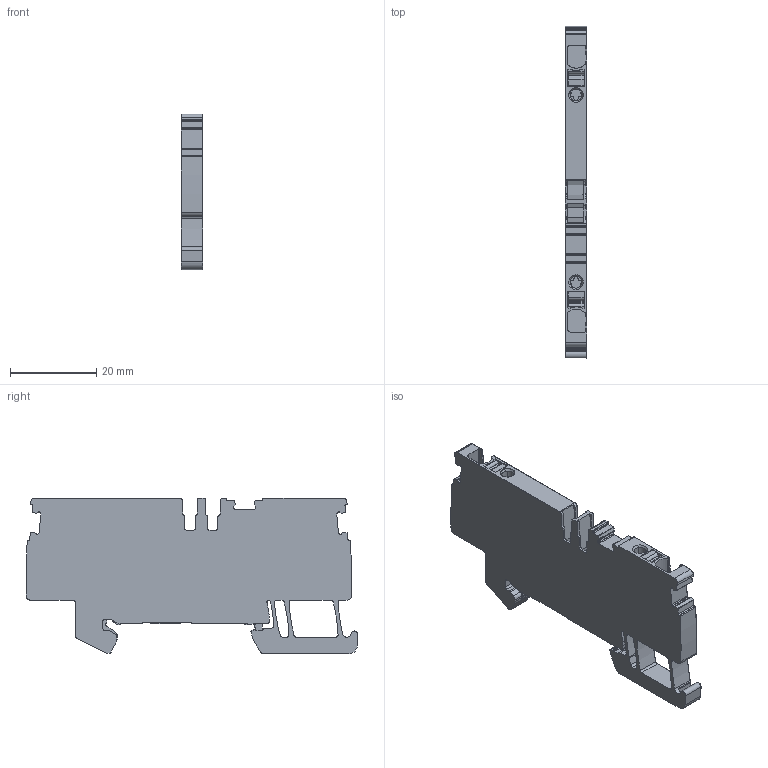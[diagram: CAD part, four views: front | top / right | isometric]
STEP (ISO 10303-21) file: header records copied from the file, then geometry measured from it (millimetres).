
FILE_DESCRIPTION(('CATIA V5R24 STEP','CAx-IF Rec.Pracs.--- Model Styling and Organization---1.2---2011-12-15'),'2;1');
FILE_NAME ('8556801_2', '2017-06-13T07:27:44+00:00', ('Weidmueller Interface'), ('Weidmueller'), 'CATIA Version 5-6 Release 2014 SP4 HF52', 'CATIA V5 STEP AP214', 'none');
FILE_SCHEMA(('AUTOMOTIVE_DESIGN { 1 0 10303 214 1 1 1 1 }'));
Length unit declared in the file: millimetre
Products named in the file (1): 1989890000_A2C_2-5_PE-DT-FS
Bounding box: 5.1 x 77.04 x 36.15 mm (x, y, z)
Volume: 10022.2 mm3; surface area: 11229.6 mm2
Topology: 10 solids, 10 shells, 773 faces, 2265 edges, 1516 vertices
Faces by surface type: plane 356, cylinder 345, extrusion 66, cone 6
Entity records: 26593 total; most frequent: CARTESIAN_POINT 5892, ORIENTED_EDGE 4530, DIRECTION 3425, EDGE_CURVE 2265, VERTEX_POINT 1516, VECTOR 1472, LINE 1406, AXIS2_PLACEMENT_3D 1323
